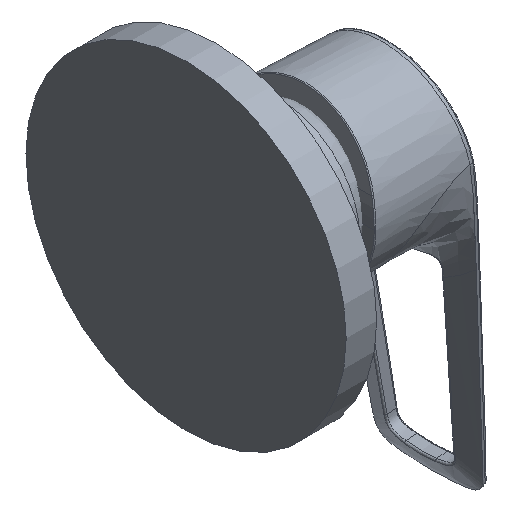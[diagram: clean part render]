
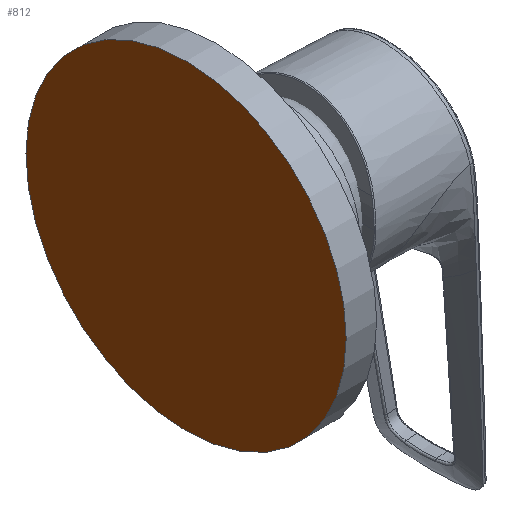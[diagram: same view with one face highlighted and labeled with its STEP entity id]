
A CAD part, isometric view. The second image highlights one B-rep face of the part: STEP entity #812.
In plain terms, the highlighted planar face has unit normal (-1, 0, 0).
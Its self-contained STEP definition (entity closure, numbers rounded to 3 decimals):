
#200=ORIENTED_EDGE('',*,*,#416,.T.);
#416=EDGE_CURVE('',#530,#530,#607,.T.);
#530=VERTEX_POINT('',#1151);
#607=CIRCLE('',#934,52.5);
#653=EDGE_LOOP('',(#200));
#730=FACE_BOUND('',#653,.T.);
#789=PLANE('',#936);
#812=ADVANCED_FACE('',(#730),#789,.T.);
#934=AXIS2_PLACEMENT_3D('',#1150,#1024,#1025);
#936=AXIS2_PLACEMENT_3D('',#1154,#1028,#1029);
#1024=DIRECTION('',(-1.,0.,0.));
#1025=DIRECTION('',(0.,0.,1.));
#1028=DIRECTION('',(-1.,0.,0.));
#1029=DIRECTION('',(0.,0.,-1.));
#1150=CARTESIAN_POINT('',(59.,0.,9.9));
#1151=CARTESIAN_POINT('',(59.,0.,62.4));
#1154=CARTESIAN_POINT('',(59.,0.,9.9));
